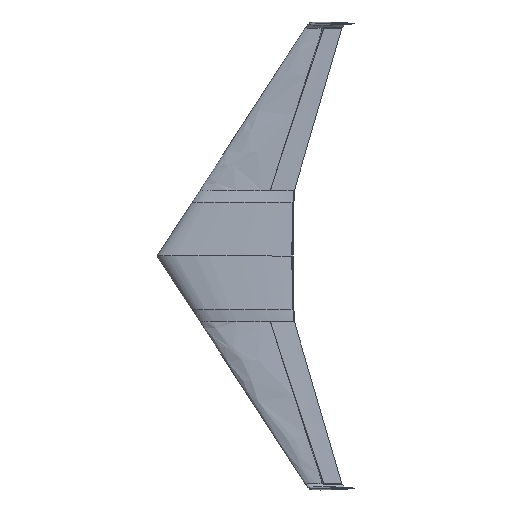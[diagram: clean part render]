
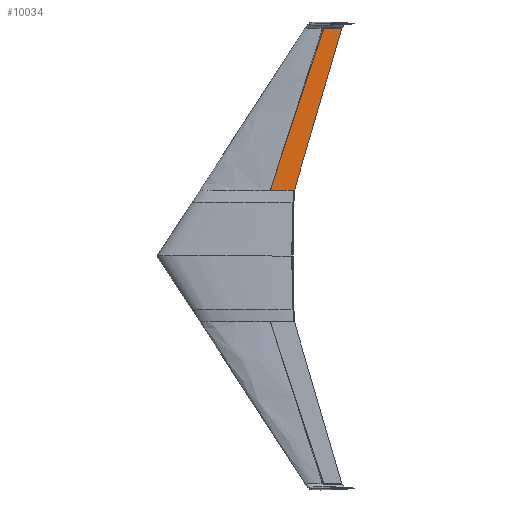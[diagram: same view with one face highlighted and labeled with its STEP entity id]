
A CAD part, top view. The second image highlights one B-rep face of the part: STEP entity #10034.
In plain terms, the highlighted free-form (B-spline) face has degree [3, 1] with [6, 2] control points.
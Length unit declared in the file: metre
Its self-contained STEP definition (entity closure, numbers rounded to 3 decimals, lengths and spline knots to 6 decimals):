
#2 = CARTESIAN_POINT ( 'NONE',  ( 0.290471, 0.245, -0.00345 ) ) ;
#1104 = CARTESIAN_POINT ( 'NONE',  ( 0.423015, 0.847481, 0.003937 ) ) ;
#2336 = ORIENTED_EDGE ( 'NONE', *, *, #34903, .F. ) ;
#2362 = ORIENTED_EDGE ( 'NONE', *, *, #14755, .T. ) ;
#5062 = LINE ( 'NONE', #52255, #36254 ) ;
#5714 = CARTESIAN_POINT ( 'NONE',  ( 0.28925, 0.245, -0.003352 ) ) ;
#6000 = CARTESIAN_POINT ( 'NONE',  ( 0.400595, 0.847486, 0.0059 ) ) ;
#6563 = CARTESIAN_POINT ( 'NONE',  ( 0.291673, 0.245, -0.003578 ) ) ;
#7032 = VERTEX_POINT ( 'NONE', #32539 ) ;
#7365 = CARTESIAN_POINT ( 'NONE',  ( 0.216991, 0.245, 0.003388 ) ) ;
#7992 = EDGE_CURVE ( 'NONE', #24476, #23982, #20818, .T. ) ;
#9487 = CARTESIAN_POINT ( 'NONE',  ( 0.291673, 0.245, -0.003578 ) ) ;
#10034 = ADVANCED_FACE ( 'NONE', ( #26352 ), #11004, .F. ) ;
#10261 = DIRECTION ( 'NONE',  ( -0.281, -0.96, -0.006 ) ) ;
#11004 = B_SPLINE_SURFACE_WITH_KNOTS ( 'NONE', 3, 1, ( 
 ( #59757, #30948 ),
 ( #45648, #7365 ),
 ( #26050, #31248 ),
 ( #49642, #49949 ),
 ( #17747, #40445 ),
 ( #59153, #36439 ) ),
 .UNSPECIFIED., .F., .F., .F.,
 ( 4, 2, 4 ),
 ( 2, 2 ),
 ( 0., 0.5, 1. ),
 ( 0., 1. ),
 .UNSPECIFIED. ) ;
#11471 = EDGE_CURVE ( 'NONE', #60110, #52494, #37171, .T. ) ;
#12827 = VERTEX_POINT ( 'NONE', #51899 ) ;
#13473 = CARTESIAN_POINT ( 'NONE',  ( 0.291275, 0.245, -0.003541 ) ) ;
#13571 = CARTESIAN_POINT ( 'NONE',  ( 0.287106, 0.245, -0.003152 ) ) ;
#14299 = DIRECTION ( 'NONE',  ( -0.313, -0.95, -0.002 ) ) ;
#14602 = CARTESIAN_POINT ( 'NONE',  ( 0.301325, 0.546243, 0.005341 ) ) ;
#14755 = EDGE_CURVE ( 'NONE', #12827, #18981, #23195, .T. ) ;
#16170 = EDGE_CURVE ( 'NONE', #52494, #18981, #51781, .T. ) ;
#17747 = CARTESIAN_POINT ( 'NONE',  ( 0.456645, 0.847474, 0.000991 ) ) ;
#18627 = ORIENTED_EDGE ( 'NONE', *, *, #11471, .F. ) ;
#18887 = CARTESIAN_POINT ( 'NONE',  ( 0.290471, 0.245, -0.00345 ) ) ;
#18897 = CARTESIAN_POINT ( 'NONE',  ( 0.290471, 0.245, -0.00345 ) ) ;
#18981 = VERTEX_POINT ( 'NONE', #41713 ) ;
#19285 = ORIENTED_EDGE ( 'NONE', *, *, #25571, .F. ) ;
#20818 = B_SPLINE_CURVE_WITH_KNOTS ( 'NONE', 3,
 ( #9487, #13473, #32474, #2 ),
 .UNSPECIFIED., .F., .F.,
 ( 4, 4 ),
 ( 0., 0.013319 ),
 .UNSPECIFIED. ) ;
#21355 = CARTESIAN_POINT ( 'NONE',  ( 0.288537, 0.245, -0.003286 ) ) ;
#22778 = CARTESIAN_POINT ( 'NONE',  ( 0.258755, 0.245, -0.000508 ) ) ;
#23195 = LINE ( 'NONE', #14602, #41118 ) ;
#23982 = VERTEX_POINT ( 'NONE', #18897 ) ;
#24476 = VERTEX_POINT ( 'NONE', #6563 ) ;
#25571 = EDGE_CURVE ( 'NONE', #7032, #24476, #5062, .T. ) ;
#26050 = CARTESIAN_POINT ( 'NONE',  ( 0.423015, 0.847481, 0.003937 ) ) ;
#26352 = FACE_OUTER_BOUND ( 'NONE', #46472, .T. ) ;
#27461 = CARTESIAN_POINT ( 'NONE',  ( 0.287106, 0.245, -0.003152 ) ) ;
#30948 = CARTESIAN_POINT ( 'NONE',  ( 0.202054, 0.245, 0.004781 ) ) ;
#31095 = CARTESIAN_POINT ( 'NONE',  ( 0.28925, 0.245, -0.003352 ) ) ;
#31248 = CARTESIAN_POINT ( 'NONE',  ( 0.231927, 0.245, 0.001995 ) ) ;
#32474 = CARTESIAN_POINT ( 'NONE',  ( 0.290877, 0.245, -0.003504 ) ) ;
#32539 = CARTESIAN_POINT ( 'NONE',  ( 0.467855, 0.847472, 0.000009 ) ) ;
#34903 = EDGE_CURVE ( 'NONE', #23982, #60110, #40247, .T. ) ;
#36254 = VECTOR ( 'NONE', #10261, 1. ) ;
#36439 = CARTESIAN_POINT ( 'NONE',  ( 0.291673, 0.245, -0.003578 ) ) ;
#37171 = B_SPLINE_CURVE_WITH_KNOTS ( 'NONE', 3,
 ( #54760, #21355, #40953, #27461 ),
 .UNSPECIFIED., .F., .F.,
 ( 4, 4 ),
 ( 0., 1. ),
 .UNSPECIFIED. ) ;
#39136 = ORIENTED_EDGE ( 'NONE', *, *, #47894, .F. ) ;
#40247 = B_SPLINE_CURVE_WITH_KNOTS ( 'NONE', 3,
 ( #18887, #56594, #56289, #5714 ),
 .UNSPECIFIED., .F., .F.,
 ( 4, 4 ),
 ( 0., 1. ),
 .UNSPECIFIED. ) ;
#40445 = CARTESIAN_POINT ( 'NONE',  ( 0.276736, 0.245, -0.002185 ) ) ;
#40953 = CARTESIAN_POINT ( 'NONE',  ( 0.287821, 0.245, -0.003219 ) ) ;
#41118 = VECTOR ( 'NONE', #14299, 1. ) ;
#41713 = CARTESIAN_POINT ( 'NONE',  ( 0.202054, 0.245, 0.004781 ) ) ;
#42458 = CARTESIAN_POINT ( 'NONE',  ( 0.445435, 0.847476, 0.001973 ) ) ;
#42764 = CARTESIAN_POINT ( 'NONE',  ( 0.467855, 0.847472, 0.000009 ) ) ;
#43232 = CARTESIAN_POINT ( 'NONE',  ( 0.287106, 0.245, -0.003152 ) ) ;
#44864 = ORIENTED_EDGE ( 'NONE', *, *, #16170, .F. ) ;
#45648 = CARTESIAN_POINT ( 'NONE',  ( 0.411805, 0.847483, 0.004918 ) ) ;
#46472 = EDGE_LOOP ( 'NONE', ( #39136, #2362, #44864, #18627, #2336, #56978, #19285 ) ) ;
#47894 = EDGE_CURVE ( 'NONE', #12827, #7032, #58857, .T. ) ;
#49642 = CARTESIAN_POINT ( 'NONE',  ( 0.445435, 0.847476, 0.001973 ) ) ;
#49949 = CARTESIAN_POINT ( 'NONE',  ( 0.2618, 0.245, -0.000792 ) ) ;
#50966 = CARTESIAN_POINT ( 'NONE',  ( 0.230405, 0.245, 0.002137 ) ) ;
#51272 = CARTESIAN_POINT ( 'NONE',  ( 0.202054, 0.245, 0.004781 ) ) ;
#51781 = B_SPLINE_CURVE_WITH_KNOTS ( 'NONE', 3,
 ( #13571, #22778, #50966, #51272 ),
 .UNSPECIFIED., .F., .F.,
 ( 4, 4 ),
 ( 0.050962, 1. ),
 .UNSPECIFIED. ) ;
#51899 = CARTESIAN_POINT ( 'NONE',  ( 0.400595, 0.847486, 0.0059 ) ) ;
#52255 = CARTESIAN_POINT ( 'NONE',  ( 0.379764, 0.546236, -0.001785 ) ) ;
#52494 = VERTEX_POINT ( 'NONE', #43232 ) ;
#54760 = CARTESIAN_POINT ( 'NONE',  ( 0.28925, 0.245, -0.003352 ) ) ;
#56289 = CARTESIAN_POINT ( 'NONE',  ( 0.289664, 0.245, -0.003391 ) ) ;
#56594 = CARTESIAN_POINT ( 'NONE',  ( 0.290076, 0.245, -0.003429 ) ) ;
#56978 = ORIENTED_EDGE ( 'NONE', *, *, #7992, .F. ) ;
#58857 = B_SPLINE_CURVE_WITH_KNOTS ( 'NONE', 3,
 ( #6000, #1104, #42458, #42764 ),
 .UNSPECIFIED., .F., .F.,
 ( 4, 4 ),
 ( 0., 1. ),
 .UNSPECIFIED. ) ;
#59153 = CARTESIAN_POINT ( 'NONE',  ( 0.467855, 0.847472, 0.000009 ) ) ;
#59757 = CARTESIAN_POINT ( 'NONE',  ( 0.400595, 0.847486, 0.0059 ) ) ;
#60110 = VERTEX_POINT ( 'NONE', #31095 ) ;
